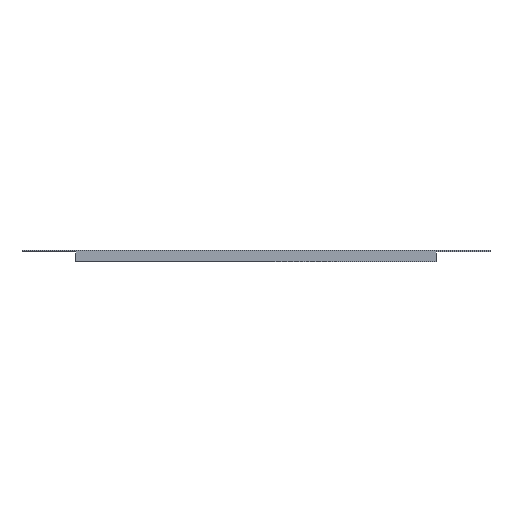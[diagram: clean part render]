
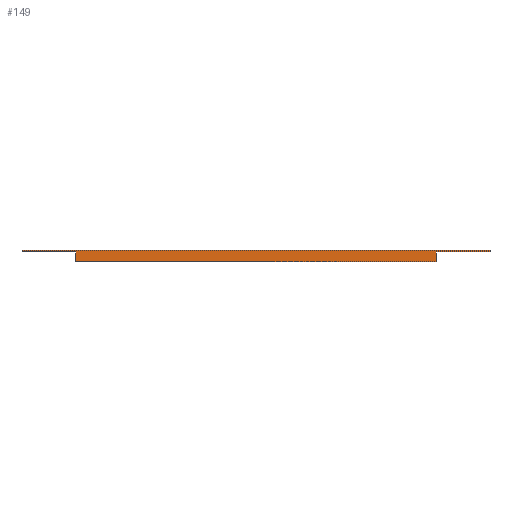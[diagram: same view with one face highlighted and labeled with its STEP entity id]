
A CAD part, front view. The second image highlights one B-rep face of the part: STEP entity #149.
In plain terms, the highlighted planar face has unit normal (0, -1, 0).
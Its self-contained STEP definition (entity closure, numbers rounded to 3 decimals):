
#6 = VECTOR ( 'NONE', #872, 1000. ) ;
#10 = LINE ( 'NONE', #903, #11 ) ;
#11 = VECTOR ( 'NONE', #940, 1000. ) ;
#15 = VERTEX_POINT ( 'NONE', #168 ) ;
#43 = ORIENTED_EDGE ( 'NONE', *, *, #851, .F. ) ;
#149 = ADVANCED_FACE ( 'NONE', ( #428 ), #564, .F. ) ;
#160 = CARTESIAN_POINT ( 'NONE',  ( 130., -99.5, 0. ) ) ;
#168 = CARTESIAN_POINT ( 'NONE',  ( -130., -99.5, 0. ) ) ;
#192 = VECTOR ( 'NONE', #330, 1000. ) ;
#198 = VECTOR ( 'NONE', #708, 1000. ) ;
#215 = VECTOR ( 'NONE', #380, 1000. ) ;
#262 = CARTESIAN_POINT ( 'NONE',  ( -130., -99.5, 0. ) ) ;
#269 = LINE ( 'NONE', #594, #215 ) ;
#276 = VERTEX_POINT ( 'NONE', #399 ) ;
#295 = LINE ( 'NONE', #788, #451 ) ;
#325 = ORIENTED_EDGE ( 'NONE', *, *, #960, .T. ) ;
#330 = DIRECTION ( 'NONE',  ( 1., 0., 0. ) ) ;
#347 = CARTESIAN_POINT ( 'NONE',  ( -130., -99.5, 0. ) ) ;
#352 = DIRECTION ( 'NONE',  ( -1., 0., 0. ) ) ;
#356 = LINE ( 'NONE', #871, #6 ) ;
#380 = DIRECTION ( 'NONE',  ( 0., 0., -1. ) ) ;
#381 = ORIENTED_EDGE ( 'NONE', *, *, #828, .F. ) ;
#395 = VECTOR ( 'NONE', #615, 1000. ) ;
#399 = CARTESIAN_POINT ( 'NONE',  ( -130., -99.5, 1. ) ) ;
#424 = AXIS2_PLACEMENT_3D ( 'NONE', #425, #427, #352 ) ;
#425 = CARTESIAN_POINT ( 'NONE',  ( -130., -99.5, 1. ) ) ;
#427 = DIRECTION ( 'NONE',  ( 0., 1., 0. ) ) ;
#428 = FACE_OUTER_BOUND ( 'NONE', #429, .T. ) ;
#429 = EDGE_LOOP ( 'NONE', ( #478, #545, #720, #700, #325, #43, #381, #519 ) ) ;
#442 = DIRECTION ( 'NONE',  ( -1., 0., 0. ) ) ;
#451 = VECTOR ( 'NONE', #442, 1000. ) ;
#461 = EDGE_CURVE ( 'NONE', #15, #572, #559, .T. ) ;
#478 = ORIENTED_EDGE ( 'NONE', *, *, #461, .T. ) ;
#504 = LINE ( 'NONE', #699, #815 ) ;
#519 = ORIENTED_EDGE ( 'NONE', *, *, #575, .T. ) ;
#545 = ORIENTED_EDGE ( 'NONE', *, *, #619, .F. ) ;
#559 = LINE ( 'NONE', #262, #198 ) ;
#564 = PLANE ( 'NONE',  #424 ) ;
#572 = VERTEX_POINT ( 'NONE', #663 ) ;
#575 = EDGE_CURVE ( 'NONE', #276, #15, #269, .T. ) ;
#582 = LINE ( 'NONE', #631, #395 ) ;
#594 = CARTESIAN_POINT ( 'NONE',  ( -130., -99.5, 1. ) ) ;
#615 = DIRECTION ( 'NONE',  ( 0., 0., -1. ) ) ;
#619 = EDGE_CURVE ( 'NONE', #769, #572, #10, .T. ) ;
#623 = CARTESIAN_POINT ( 'NONE',  ( 130., -99.5, 1. ) ) ;
#631 = CARTESIAN_POINT ( 'NONE',  ( 130., -99.5, 1. ) ) ;
#663 = CARTESIAN_POINT ( 'NONE',  ( -100., -99.5, 0. ) ) ;
#676 = VERTEX_POINT ( 'NONE', #977 ) ;
#697 = DIRECTION ( 'NONE',  ( 1., 0., 0. ) ) ;
#699 = CARTESIAN_POINT ( 'NONE',  ( -130., -99.5, 1. ) ) ;
#700 = ORIENTED_EDGE ( 'NONE', *, *, #716, .T. ) ;
#708 = DIRECTION ( 'NONE',  ( 1., 0., 0. ) ) ;
#716 = EDGE_CURVE ( 'NONE', #676, #811, #356, .T. ) ;
#720 = ORIENTED_EDGE ( 'NONE', *, *, #930, .F. ) ;
#769 = VERTEX_POINT ( 'NONE', #819 ) ;
#784 = CARTESIAN_POINT ( 'NONE',  ( 100., -99.5, 0. ) ) ;
#788 = CARTESIAN_POINT ( 'NONE',  ( 100., -99.5, -5.5 ) ) ;
#811 = VERTEX_POINT ( 'NONE', #784 ) ;
#815 = VECTOR ( 'NONE', #697, 1000. ) ;
#819 = CARTESIAN_POINT ( 'NONE',  ( -100., -99.5, -5.5 ) ) ;
#828 = EDGE_CURVE ( 'NONE', #276, #887, #504, .T. ) ;
#851 = EDGE_CURVE ( 'NONE', #887, #1007, #582, .T. ) ;
#871 = CARTESIAN_POINT ( 'NONE',  ( 100., -99.5, -5.5 ) ) ;
#872 = DIRECTION ( 'NONE',  ( 0., 0., 1. ) ) ;
#887 = VERTEX_POINT ( 'NONE', #623 ) ;
#903 = CARTESIAN_POINT ( 'NONE',  ( -100., -99.5, -5.5 ) ) ;
#930 = EDGE_CURVE ( 'NONE', #676, #769, #295, .T. ) ;
#940 = DIRECTION ( 'NONE',  ( 0., 0., 1. ) ) ;
#960 = EDGE_CURVE ( 'NONE', #811, #1007, #968, .T. ) ;
#968 = LINE ( 'NONE', #347, #192 ) ;
#977 = CARTESIAN_POINT ( 'NONE',  ( 100., -99.5, -5.5 ) ) ;
#1007 = VERTEX_POINT ( 'NONE', #160 ) ;
